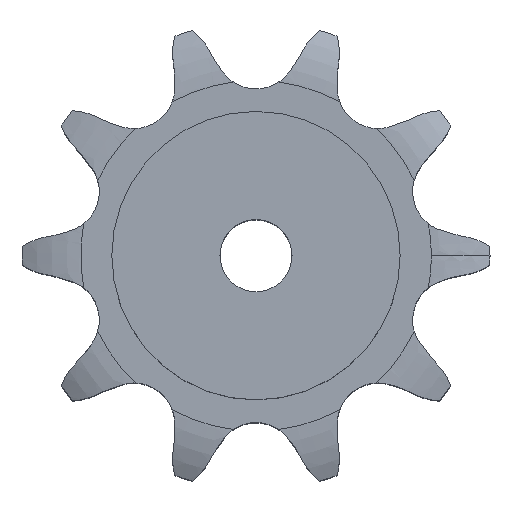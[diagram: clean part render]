
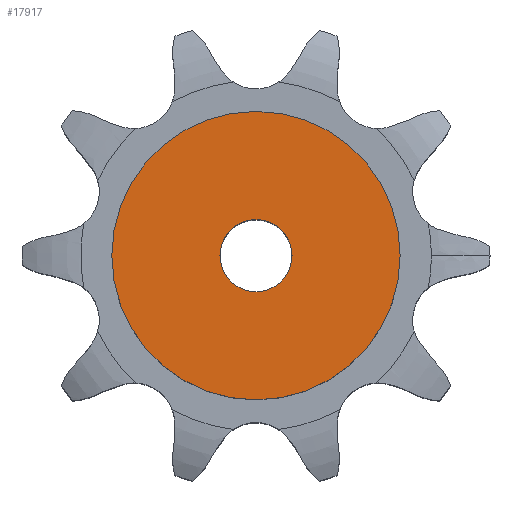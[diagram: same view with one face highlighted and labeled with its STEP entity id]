
A CAD part, top view. The second image highlights one B-rep face of the part: STEP entity #17917.
In plain terms, the highlighted planar face has unit normal (0, 0, 1).
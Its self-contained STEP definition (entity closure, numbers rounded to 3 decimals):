
#9706 = CYLINDRICAL_SURFACE('',#9707,12.5);
#9707 = AXIS2_PLACEMENT_3D('',#9708,#9709,#9710);
#9708 = CARTESIAN_POINT('',(0.,0.,291.765));
#9709 = DIRECTION('',(0.,0.,1.));
#9710 = DIRECTION('',(1.,0.,0.));
#12254 = EDGE_CURVE('',#12255,#12255,#12257,.T.);
#12255 = VERTEX_POINT('',#12256);
#12256 = CARTESIAN_POINT('',(12.5,0.,120.));
#12257 = SURFACE_CURVE('',#12258,(#12263,#12270),.PCURVE_S1.);
#12258 = CIRCLE('',#12259,12.5);
#12259 = AXIS2_PLACEMENT_3D('',#12260,#12261,#12262);
#12260 = CARTESIAN_POINT('',(0.,0.,120.));
#12261 = DIRECTION('',(0.,0.,1.));
#12262 = DIRECTION('',(1.,0.,0.));
#12263 = PCURVE('',#9706,#12264);
#12264 = DEFINITIONAL_REPRESENTATION('',(#12265),#12269);
#12265 = LINE('',#12266,#12267);
#12266 = CARTESIAN_POINT('',(0.,-171.765));
#12267 = VECTOR('',#12268,1.);
#12268 = DIRECTION('',(1.,0.));
#12269 = ( GEOMETRIC_REPRESENTATION_CONTEXT(2) 
PARAMETRIC_REPRESENTATION_CONTEXT() REPRESENTATION_CONTEXT('2D SPACE',''
  ) );
#12270 = PCURVE('',#12271,#12276);
#12271 = PLANE('',#12272);
#12272 = AXIS2_PLACEMENT_3D('',#12273,#12274,#12275);
#12273 = CARTESIAN_POINT('',(0.,0.,120.)
  );
#12274 = DIRECTION('',(0.,0.,1.));
#12275 = DIRECTION('',(1.,0.,0.));
#12276 = DEFINITIONAL_REPRESENTATION('',(#12277),#12281);
#12277 = CIRCLE('',#12278,12.5);
#12278 = AXIS2_PLACEMENT_2D('',#12279,#12280);
#12279 = CARTESIAN_POINT('',(0.,0.));
#12280 = DIRECTION('',(1.,0.));
#12281 = ( GEOMETRIC_REPRESENTATION_CONTEXT(2) 
PARAMETRIC_REPRESENTATION_CONTEXT() REPRESENTATION_CONTEXT('2D SPACE',''
  ) );
#17917 = ADVANCED_FACE('',(#17918,#17949),#12271,.T.);
#17918 = FACE_BOUND('',#17919,.T.);
#17919 = EDGE_LOOP('',(#17920));
#17920 = ORIENTED_EDGE('',*,*,#17921,.T.);
#17921 = EDGE_CURVE('',#17922,#17922,#17924,.T.);
#17922 = VERTEX_POINT('',#17923);
#17923 = CARTESIAN_POINT('',(50.,0.,120.));
#17924 = SURFACE_CURVE('',#17925,(#17930,#17937),.PCURVE_S1.);
#17925 = CIRCLE('',#17926,50.);
#17926 = AXIS2_PLACEMENT_3D('',#17927,#17928,#17929);
#17927 = CARTESIAN_POINT('',(0.,0.,120.));
#17928 = DIRECTION('',(0.,0.,1.));
#17929 = DIRECTION('',(1.,0.,0.));
#17930 = PCURVE('',#12271,#17931);
#17931 = DEFINITIONAL_REPRESENTATION('',(#17932),#17936);
#17932 = CIRCLE('',#17933,50.);
#17933 = AXIS2_PLACEMENT_2D('',#17934,#17935);
#17934 = CARTESIAN_POINT('',(0.,0.));
#17935 = DIRECTION('',(1.,0.));
#17936 = ( GEOMETRIC_REPRESENTATION_CONTEXT(2) 
PARAMETRIC_REPRESENTATION_CONTEXT() REPRESENTATION_CONTEXT('2D SPACE',''
  ) );
#17937 = PCURVE('',#17938,#17943);
#17938 = CYLINDRICAL_SURFACE('',#17939,50.);
#17939 = AXIS2_PLACEMENT_3D('',#17940,#17941,#17942);
#17940 = CARTESIAN_POINT('',(0.,0.,0.));
#17941 = DIRECTION('',(-0.,-0.,-1.));
#17942 = DIRECTION('',(1.,0.,0.));
#17943 = DEFINITIONAL_REPRESENTATION('',(#17944),#17948);
#17944 = LINE('',#17945,#17946);
#17945 = CARTESIAN_POINT('',(-0.,-120.));
#17946 = VECTOR('',#17947,1.);
#17947 = DIRECTION('',(-1.,0.));
#17948 = ( GEOMETRIC_REPRESENTATION_CONTEXT(2) 
PARAMETRIC_REPRESENTATION_CONTEXT() REPRESENTATION_CONTEXT('2D SPACE',''
  ) );
#17949 = FACE_BOUND('',#17950,.T.);
#17950 = EDGE_LOOP('',(#17951));
#17951 = ORIENTED_EDGE('',*,*,#12254,.F.);
